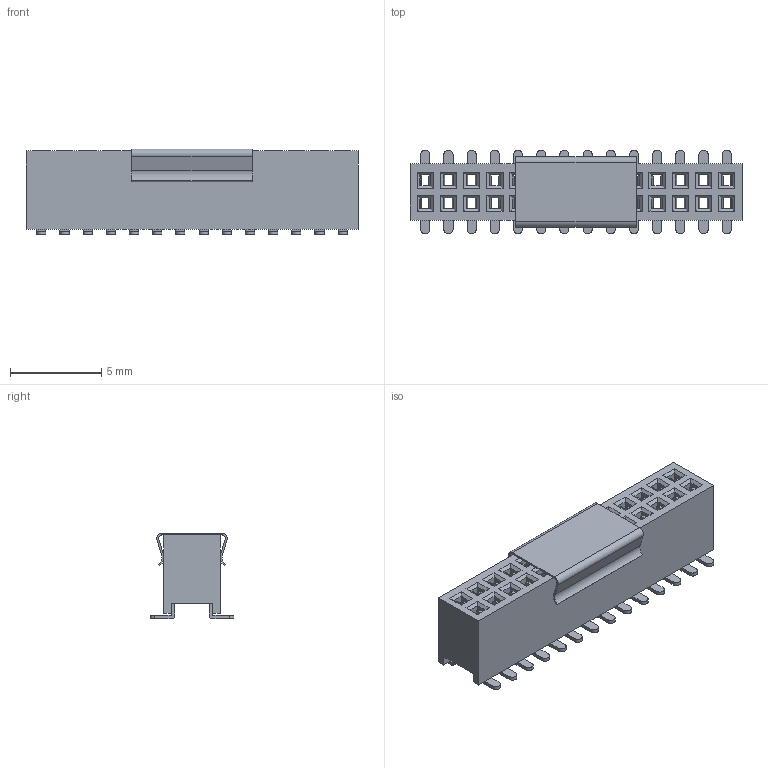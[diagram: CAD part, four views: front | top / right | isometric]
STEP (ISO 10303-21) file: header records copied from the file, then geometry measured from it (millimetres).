
FILE_DESCRIPTION(/* description */ ('Unknown'),/* implementation_level */ '2;1');
FILE_NAME(/* name */ 'J_Wurth_WR-PHD_62332821021',/* time_stamp */ '2025-04-30T13:22:27+08:00',/* author */ ('Unknown'),/* organization */ ('Unknown'),/* preprocessor_version */ 'ST-DEVELOPER v19.4',/* originating_system */ 'Solid Edge',/* authorisation */ 'Unknown');
FILE_SCHEMA (('AUTOMOTIVE_DESIGN {1 0 10303 214 3 1 1}'));
Products named in the file (2): J_Wurth_WR-PHD_62332821021
Assembly tree (1 placements, depth 2):
  J_Wurth_WR-PHD_62332821021
    J_Wurth_WR-PHD_62332821021
Bounding box: 18.18 x 4.6 x 4.7 mm (x, y, z)
Volume: 163.5 mm3; surface area: 1349.3 mm2
Topology: 30 solids, 30 shells, 1988 faces, 5392 edges, 3464 vertices
Faces by surface type: plane 1168, cylinder 820
Entity records: 62816 total; most frequent: CARTESIAN_POINT 11854, ORIENTED_EDGE 10784, DIRECTION 10508, EDGE_CURVE 5392, LINE 3584, VECTOR 3584, VERTEX_POINT 3464, AXIS2_PLACEMENT_3D 3462
